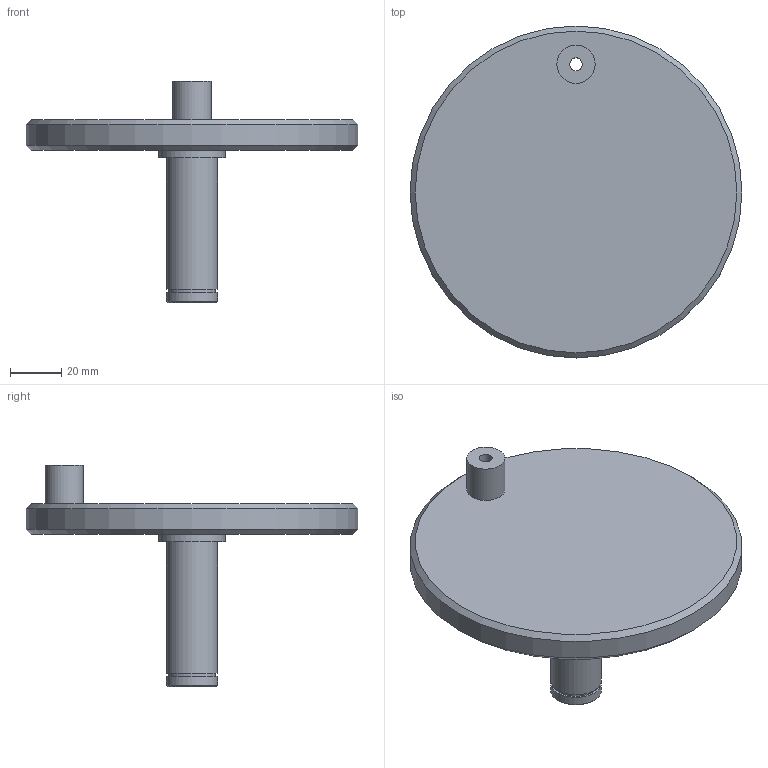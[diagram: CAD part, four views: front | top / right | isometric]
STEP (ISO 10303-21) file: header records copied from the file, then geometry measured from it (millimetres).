
FILE_DESCRIPTION( ('This file contains a STEP AP42 implementation' ,'as created by ZW3D STEP Interface translator.' ,'') ,'2;1' );
FILE_NAME( '絮粣湍雄攫.ipt.stp' ,'251027.114723', (''), ('ZWCAD Software Co.'), 'Version 1.0', 'ZW3D to STEP translator', '' );
FILE_SCHEMA(('AUTOMOTIVE_DESIGN { 1 0 10303 214 1 1 1 1 }'));
Length unit declared in the file: millimetre
Products named in the file (1): 0
Bounding box: 130 x 130 x 86.7 mm (x, y, z)
Volume: 179120.7 mm3; surface area: 35453.7 mm2
Topology: 1 solids, 1 shells, 17 faces, 42 edges, 32 vertices
Faces by surface type: plane 7, cylinder 7, cone 3
Full cylindrical faces by diameter (mm): 5 x1, 15 x1, 18.35 x1, 20 x2, 26 x1, 130 x1
Entity records: 585 total; most frequent: DIRECTION 110, CARTESIAN_POINT 92, ORIENTED_EDGE 84, AXIS2_PLACEMENT_3D 50, EDGE_CURVE 42, VERTEX_POINT 32, CIRCLE 32, EDGE_LOOP 24
